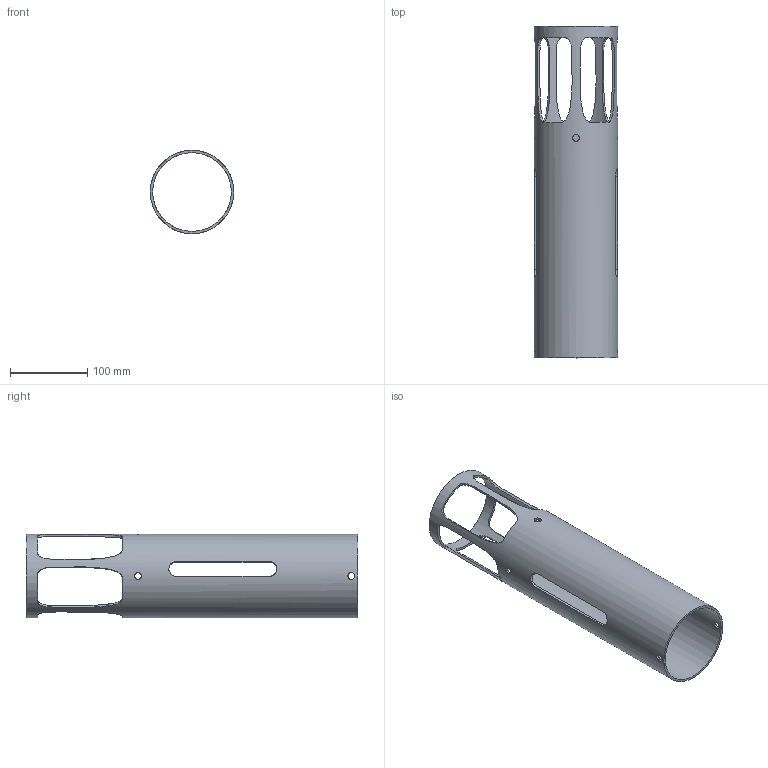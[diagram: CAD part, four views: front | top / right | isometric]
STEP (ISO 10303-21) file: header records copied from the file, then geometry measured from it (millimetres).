
FILE_DESCRIPTION(/* description */ (''),/* implementation_level */ '2;1');
FILE_NAME(/* name */ 'pipe_275mm v3.step',/* time_stamp */ '2023-11-17T15:29:35+01:00',/* author */ (''),/* organization */ (''),/* preprocessor_version */ 'ST-DEVELOPER v20',/* originating_system */ 'Autodesk Translation Framework v12.14.0.127',/* authorisation */ '');
FILE_SCHEMA (('AUTOMOTIVE_DESIGN { 1 0 10303 214 3 1 1 }'));
Length unit declared in the file: millimetre
Products named in the file (1): pipe_275mm
Bounding box: 108 x 430 x 108 mm (x, y, z)
Volume: 321529.4 mm3; surface area: 223153.6 mm2
Topology: 1 solids, 1 shells, 37 faces, 135 edges, 92 vertices
Faces by surface type: plane 16, bspline 14, cylinder 7
Full cylindrical faces by diameter (mm): 9 x5, 102 x1, 108 x1
Entity records: 3486 total; most frequent: CARTESIAN_POINT 2374, ORIENTED_EDGE 270, DIRECTION 151, EDGE_CURVE 135, VERTEX_POINT 92, B_SPLINE_CURVE_WITH_KNOTS 58, EDGE_LOOP 55, LINE 51
